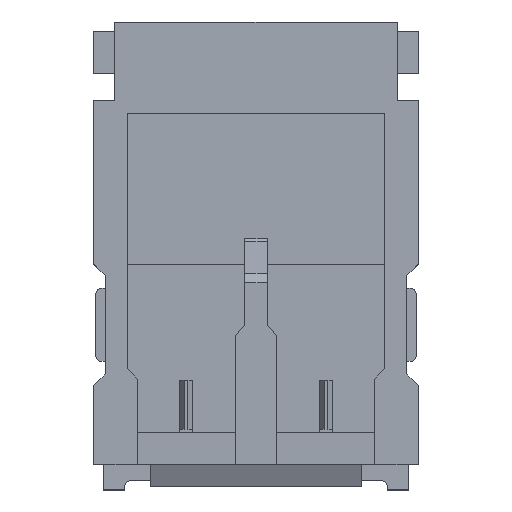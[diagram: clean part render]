
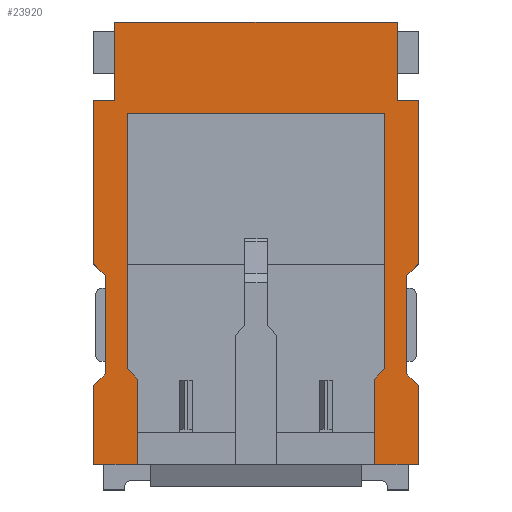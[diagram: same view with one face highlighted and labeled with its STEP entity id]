
A CAD part, top view. The second image highlights one B-rep face of the part: STEP entity #23920.
In plain terms, the highlighted planar face has unit normal (0, 0, 1).
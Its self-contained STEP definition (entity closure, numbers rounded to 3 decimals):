
#680=CARTESIAN_POINT('',(-13.38,-19.3,4.23));
#690=VERTEX_POINT('',#680);
#720=CARTESIAN_POINT('',(-7.167,-19.3,4.23));
#730=DIRECTION('',(-1.,0.,0.));
#740=VECTOR('',#730,1.);
#750=LINE('',#720,#740);
#760=CARTESIAN_POINT('',(-12.695,-19.3,4.23));
#770=VERTEX_POINT('',#760);
#780=EDGE_CURVE('',#770,#690,#750,.T.);
#1880=CARTESIAN_POINT('',(-17.795,-19.3,4.23));
#1890=VERTEX_POINT('',#1880);
#1920=CARTESIAN_POINT('',(-23.323,-19.3,4.23));
#1930=DIRECTION('',(1.,0.,0.));
#1940=VECTOR('',#1930,1.);
#1950=LINE('',#1920,#1940);
#1960=CARTESIAN_POINT('',(-17.11,-19.3,4.23));
#1970=VERTEX_POINT('',#1960);
#1980=EDGE_CURVE('',#1890,#1970,#1950,.T.);
#2820=CARTESIAN_POINT('',(-17.465,-13.58,4.23));
#2830=VERTEX_POINT('',#2820);
#2880=CARTESIAN_POINT('',(-23.323,-13.58,4.23));
#2890=DIRECTION('',(1.,0.,0.));
#2900=VECTOR('',#2890,1.);
#2910=LINE('',#2880,#2900);
#2920=CARTESIAN_POINT('',(-17.795,-13.58,4.23));
#2930=VERTEX_POINT('',#2920);
#2940=EDGE_CURVE('',#2930,#2830,#2910,.T.);
#7360=CARTESIAN_POINT('',(-13.22,-13.78,4.23));
#7370=VERTEX_POINT('',#7360);
#7520=CARTESIAN_POINT('',(-17.27,-13.78,4.23));
#7530=VERTEX_POINT('',#7520);
#7560=CARTESIAN_POINT('',(-23.323,-13.78,4.23));
#7570=DIRECTION('',(1.,0.,0.));
#7580=VECTOR('',#7570,1.);
#7590=LINE('',#7560,#7580);
#7600=EDGE_CURVE('',#7530,#7370,#7590,.T.);
#9300=CARTESIAN_POINT('',(-17.465,-12.35,4.23));
#9310=VERTEX_POINT('',#9300);
#9340=CARTESIAN_POINT('',(-17.465,-18.392,4.23));
#9350=DIRECTION('',(0.,1.,-0.));
#9360=VECTOR('',#9350,1.);
#9370=LINE('',#9340,#9360);
#9380=EDGE_CURVE('',#2830,#9310,#9370,.T.);
#12050=CARTESIAN_POINT('',(-17.11,-18.392,4.23));
#12060=DIRECTION('',(0.,1.,-0.));
#12070=VECTOR('',#12060,1.);
#12080=LINE('',#12050,#12070);
#12090=CARTESIAN_POINT('',(-17.11,-17.96,4.23));
#12100=VERTEX_POINT('',#12090);
#12110=EDGE_CURVE('',#1970,#12100,#12080,.T.);
#15650=CARTESIAN_POINT('',(-17.27,-17.8,4.23));
#15660=VERTEX_POINT('',#15650);
#15690=CARTESIAN_POINT('',(-17.27,-18.392,4.23));
#15700=DIRECTION('',(0.,1.,-0.));
#15710=VECTOR('',#15700,1.);
#15720=LINE('',#15690,#15710);
#15730=EDGE_CURVE('',#15660,#7530,#15720,.T.);
#15850=CARTESIAN_POINT('',(-17.795,-18.392,4.23));
#15860=DIRECTION('',(0.,1.,-0.));
#15870=VECTOR('',#15860,1.);
#15880=LINE('',#15850,#15870);
#15890=CARTESIAN_POINT('',(-17.795,-16.15,4.23));
#15900=VERTEX_POINT('',#15890);
#15910=EDGE_CURVE('',#15900,#2930,#15880,.T.);
#16830=CARTESIAN_POINT('',(-17.615,-17.88,4.23));
#16840=VERTEX_POINT('',#16830);
#16890=CARTESIAN_POINT('',(-7.167,-7.432,4.23));
#16900=DIRECTION('',(0.707,0.707,0.));
#16910=VECTOR('',#16900,1.);
#16920=LINE('',#16890,#16910);
#16930=CARTESIAN_POINT('',(-17.795,-18.06,4.23));
#16940=VERTEX_POINT('',#16930);
#16950=EDGE_CURVE('',#16940,#16840,#16920,.T.);
#18430=CARTESIAN_POINT('',(-23.323,-11.747,4.23));
#18440=DIRECTION('',(-0.707,0.707,-0.));
#18450=VECTOR('',#18440,1.);
#18460=LINE('',#18430,#18450);
#18470=EDGE_CURVE('',#12100,#15660,#18460,.T.);
#20960=CARTESIAN_POINT('',(-17.615,-16.33,4.23));
#20970=VERTEX_POINT('',#20960);
#21000=CARTESIAN_POINT('',(-17.615,-17.132,4.23));
#21010=DIRECTION('',(0.,-1.,0.));
#21020=VECTOR('',#21010,1.);
#21030=LINE('',#21000,#21020);
#21040=EDGE_CURVE('',#20970,#16840,#21030,.T.);
#21590=CARTESIAN_POINT('',(-17.795,-18.392,4.23));
#21600=DIRECTION('',(0.,-1.,0.));
#21610=VECTOR('',#21600,1.);
#21620=LINE('',#21590,#21610);
#21630=EDGE_CURVE('',#16940,#1890,#21620,.T.);
#22270=CARTESIAN_POINT('',(-16.883,-17.062,4.23));
#22280=DIRECTION('',(-0.707,0.707,-0.));
#22290=VECTOR('',#22280,1.);
#22300=LINE('',#22270,#22290);
#22310=EDGE_CURVE('',#20970,#15900,#22300,.T.);
#22630=CARTESIAN_POINT('',(-13.025,-12.35,4.23));
#22640=VERTEX_POINT('',#22630);
#22670=CARTESIAN_POINT('',(-13.025,-12.35,4.23));
#22680=DIRECTION('',(-1.,0.,0.));
#22690=VECTOR('',#22680,1.);
#22700=LINE('',#22670,#22690);
#22710=EDGE_CURVE('',#22640,#9310,#22700,.T.);
#22950=CARTESIAN_POINT('',(-17.607,-15.646,4.23));
#22960=DIRECTION('',(0.,0.,1.));
#22970=DIRECTION('',(-1.,0.,0.));
#22980=AXIS2_PLACEMENT_3D('',#22950,#22960,#22970);
#22990=PLANE('',#22980);
#23000=ORIENTED_EDGE('',*,*,#18470,.T.);
#23010=ORIENTED_EDGE('',*,*,#12110,.T.);
#23020=ORIENTED_EDGE('',*,*,#1980,.T.);
#23030=ORIENTED_EDGE('',*,*,#21630,.T.);
#23040=ORIENTED_EDGE('',*,*,#16950,.F.);
#23050=ORIENTED_EDGE('',*,*,#21040,.T.);
#23060=ORIENTED_EDGE('',*,*,#22310,.F.);
#23070=ORIENTED_EDGE('',*,*,#15910,.F.);
#23080=ORIENTED_EDGE('',*,*,#2940,.F.);
#23090=ORIENTED_EDGE('',*,*,#9380,.F.);
#23100=ORIENTED_EDGE('',*,*,#22710,.T.);
#23110=CARTESIAN_POINT('',(-13.025,-18.392,4.23));
#23120=DIRECTION('',(0.,1.,0.));
#23130=VECTOR('',#23120,1.);
#23140=LINE('',#23110,#23130);
#23150=CARTESIAN_POINT('',(-13.025,-13.58,4.23));
#23160=VERTEX_POINT('',#23150);
#23170=EDGE_CURVE('',#23160,#22640,#23140,.T.);
#23180=ORIENTED_EDGE('',*,*,#23170,.T.);
#23190=CARTESIAN_POINT('',(-7.167,-13.58,4.23));
#23200=DIRECTION('',(-1.,0.,-0.));
#23210=VECTOR('',#23200,1.);
#23220=LINE('',#23190,#23210);
#23230=CARTESIAN_POINT('',(-12.695,-13.58,4.23));
#23240=VERTEX_POINT('',#23230);
#23250=EDGE_CURVE('',#23240,#23160,#23220,.T.);
#23260=ORIENTED_EDGE('',*,*,#23250,.T.);
#23270=CARTESIAN_POINT('',(-12.695,-18.392,4.23));
#23280=DIRECTION('',(0.,1.,0.));
#23290=VECTOR('',#23280,1.);
#23300=LINE('',#23270,#23290);
#23310=CARTESIAN_POINT('',(-12.695,-16.15,4.23));
#23320=VERTEX_POINT('',#23310);
#23330=EDGE_CURVE('',#23320,#23240,#23300,.T.);
#23340=ORIENTED_EDGE('',*,*,#23330,.T.);
#23350=CARTESIAN_POINT('',(-13.606,-17.062,4.23));
#23360=DIRECTION('',(0.707,0.707,0.));
#23370=VECTOR('',#23360,1.);
#23380=LINE('',#23350,#23370);
#23390=CARTESIAN_POINT('',(-12.875,-16.33,4.23));
#23400=VERTEX_POINT('',#23390);
#23410=EDGE_CURVE('',#23400,#23320,#23380,.T.);
#23420=ORIENTED_EDGE('',*,*,#23410,.T.);
#23430=CARTESIAN_POINT('',(-12.875,-17.132,4.23));
#23440=DIRECTION('',(0.,-1.,0.));
#23450=VECTOR('',#23440,1.);
#23460=LINE('',#23430,#23450);
#23470=CARTESIAN_POINT('',(-12.875,-17.88,4.23));
#23480=VERTEX_POINT('',#23470);
#23490=EDGE_CURVE('',#23400,#23480,#23460,.T.);
#23500=ORIENTED_EDGE('',*,*,#23490,.F.);
#23510=CARTESIAN_POINT('',(-23.323,-7.432,4.23));
#23520=DIRECTION('',(-0.707,0.707,-0.));
#23530=VECTOR('',#23520,1.);
#23540=LINE('',#23510,#23530);
#23550=CARTESIAN_POINT('',(-12.695,-18.06,4.23));
#23560=VERTEX_POINT('',#23550);
#23570=EDGE_CURVE('',#23560,#23480,#23540,.T.);
#23580=ORIENTED_EDGE('',*,*,#23570,.T.);
#23590=CARTESIAN_POINT('',(-12.695,-18.392,4.23));
#23600=DIRECTION('',(0.,-1.,0.));
#23610=VECTOR('',#23600,1.);
#23620=LINE('',#23590,#23610);
#23630=EDGE_CURVE('',#23560,#770,#23620,.T.);
#23640=ORIENTED_EDGE('',*,*,#23630,.F.);
#23650=ORIENTED_EDGE('',*,*,#780,.F.);
#23660=CARTESIAN_POINT('',(-13.38,-18.392,4.23));
#23670=DIRECTION('',(0.,1.,0.));
#23680=VECTOR('',#23670,1.);
#23690=LINE('',#23660,#23680);
#23700=CARTESIAN_POINT('',(-13.38,-17.96,4.23));
#23710=VERTEX_POINT('',#23700);
#23720=EDGE_CURVE('',#690,#23710,#23690,.T.);
#23730=ORIENTED_EDGE('',*,*,#23720,.F.);
#23740=CARTESIAN_POINT('',(-7.167,-11.747,4.23));
#23750=DIRECTION('',(0.707,0.707,0.));
#23760=VECTOR('',#23750,1.);
#23770=LINE('',#23740,#23760);
#23780=CARTESIAN_POINT('',(-13.22,-17.8,4.23));
#23790=VERTEX_POINT('',#23780);
#23800=EDGE_CURVE('',#23710,#23790,#23770,.T.);
#23810=ORIENTED_EDGE('',*,*,#23800,.F.);
#23820=CARTESIAN_POINT('',(-13.22,-18.392,4.23));
#23830=DIRECTION('',(0.,1.,0.));
#23840=VECTOR('',#23830,1.);
#23850=LINE('',#23820,#23840);
#23860=EDGE_CURVE('',#23790,#7370,#23850,.T.);
#23870=ORIENTED_EDGE('',*,*,#23860,.F.);
#23880=ORIENTED_EDGE('',*,*,#7600,.T.);
#23890=ORIENTED_EDGE('',*,*,#15730,.T.);
#23900=EDGE_LOOP('',(#23890,#23880,#23870,#23810,#23730,#23650,#23640,
#23580,#23500,#23420,#23340,#23260,#23180,#23100,#23090,#23080,#23070,
#23060,#23050,#23040,#23030,#23020,#23010,#23000));
#23910=FACE_OUTER_BOUND('',#23900,.T.);
#23920=ADVANCED_FACE('',(#23910),#22990,.T.);
